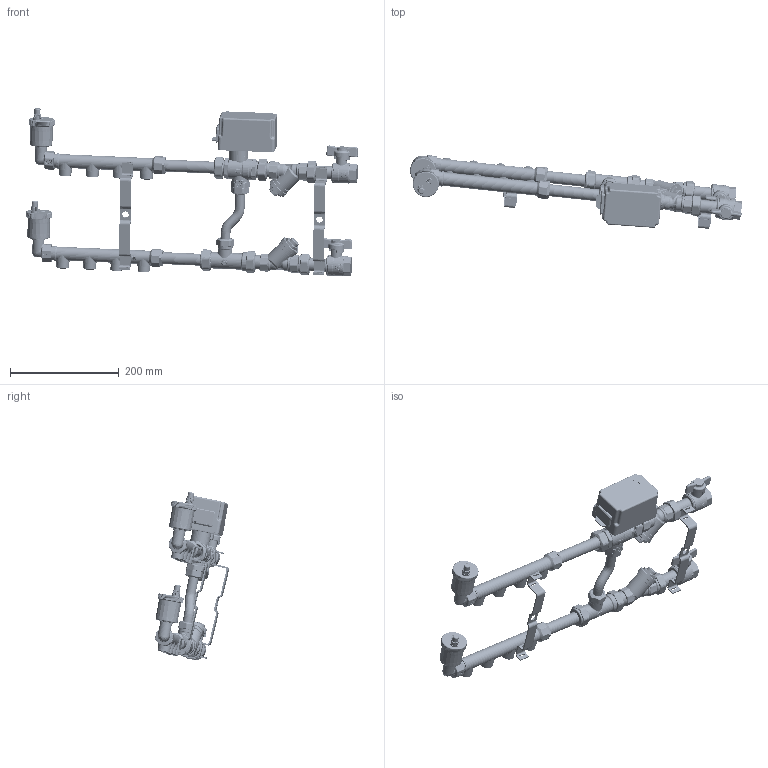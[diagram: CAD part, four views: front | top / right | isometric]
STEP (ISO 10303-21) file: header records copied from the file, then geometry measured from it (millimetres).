
FILE_DESCRIPTION(('CATIA V5 STEP Exchange','CAx-IF Rec.Pracs.--- Model Styling and Organization---1.5--- 2016-08-15','CAx-IF Rec.Pracs.---Supplemental Geometry---1.0---2011-11-01','CAx-IF Rec.Pracs.--- Composite Materials ---3.4---2017-06-13','CAx-IF Rec.Pracs.---Tessellated 3D Geometry---1.0---2015-12-17'),'2;1');
FILE_NAME('STEP_79658D_-_TST.stp','2023-08-01T14:21:08+00:00',('none'),('none'),'CATIA Version 5-6 Release 2020 SP5','CATIA V5 STEP AP242 v2','none');
FILE_SCHEMA(('AP242_MANAGED_MODEL_BASED_3D_ENGINEERING_MIM_LF {1 0 10303 442 1 1 4}'));
Products named in the file (1): 79658D - TST
Bounding box: 609.41 x 135.76 x 308.52 mm (x, y, z)
Volume: 1608365.8 mm3; surface area: 247450.8 mm2
Topology: 1 solids, 9 shells, 10785 faces, 26445 edges, 14808 vertices
Faces by surface type: bspline 5426, cylinder 2002, plane 1424, sphere 872, cone 556, torus 495, extrusion 10
Entity records: 582493 total; most frequent: CARTESIAN_POINT 391688, ORIENTED_EDGE 50872, EDGE_CURVE 25436, DIRECTION 17248, B_SPLINE_CURVE_WITH_KNOTS 16790, VERTEX_POINT 14808, EDGE_LOOP 10956, ADVANCED_FACE 10785
